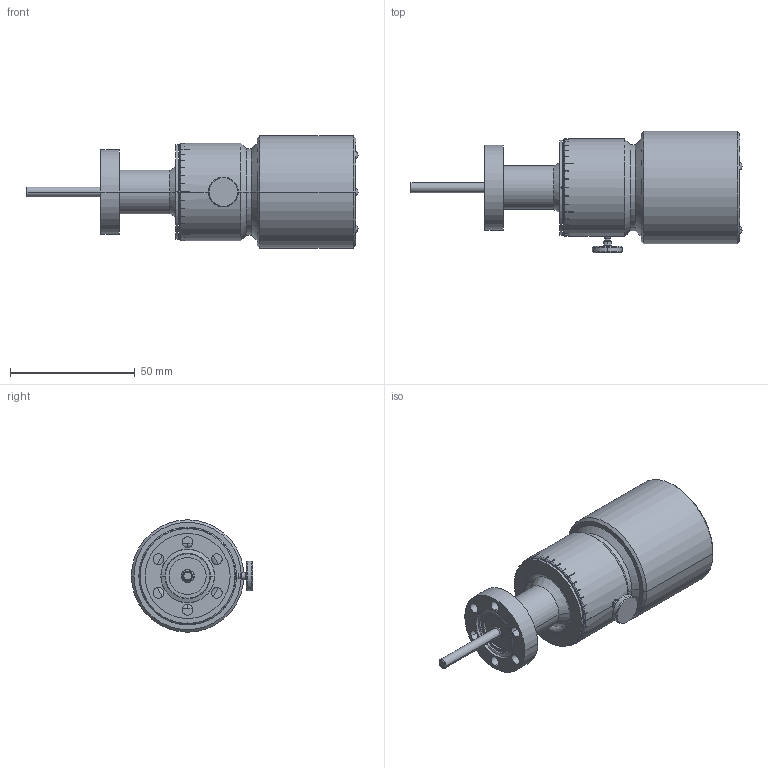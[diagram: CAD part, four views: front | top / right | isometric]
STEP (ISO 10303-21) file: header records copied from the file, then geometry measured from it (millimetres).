
FILE_DESCRIPTION(('FreeCAD Model'),'2;1');
FILE_NAME( 'FRB-CF16-M.stp', '2022-01-20T10:40:43',('Author'),(''), 'Open CASCADE STEP processor 7.3','FreeCAD','Unknown');
FILE_SCHEMA(('AUTOMOTIVE_DESIGN { 1 0 10303 214 1 1 1 1 }'));
Length unit declared in the file: millimetre
Products named in the file (1): FRB-CF16-M
Bounding box: 132.9 x 48.5 x 45 mm (x, y, z)
Volume: 83981.9 mm3; surface area: 27822.7 mm2
Topology: 1 solids, 7 shells, 330 faces, 872 edges, 559 vertices
Faces by surface type: plane 186, cylinder 66, bspline 38, cone 38, torus 2
Entity records: 28137 total; most frequent: CARTESIAN_POINT 11417, DIRECTION 3046, ORIENTED_EDGE 1720, PCURVE 1720, DEFINITIONAL_REPRESENTATION 1720, LINE 1687, VECTOR 1687, EDGE_CURVE 860
